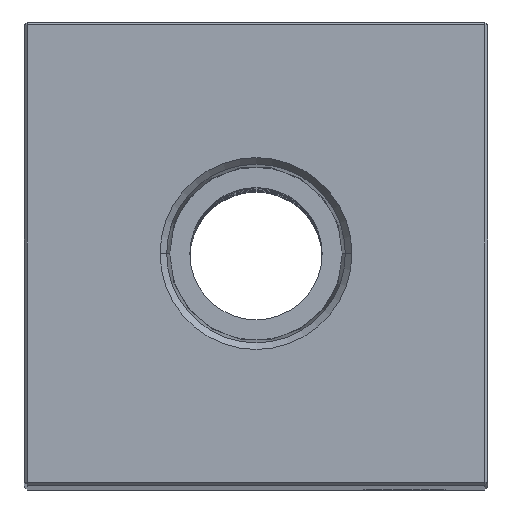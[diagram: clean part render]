
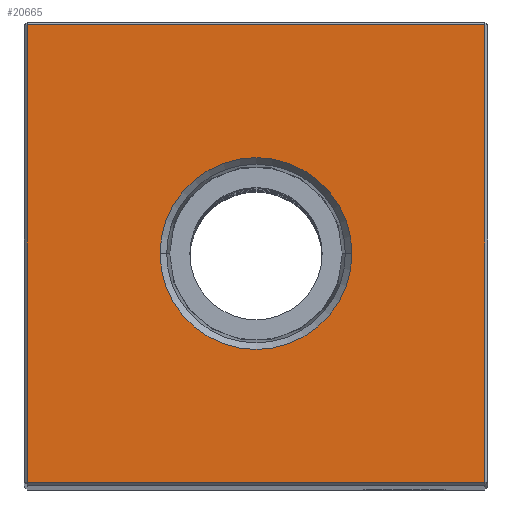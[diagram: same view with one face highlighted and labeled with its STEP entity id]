
A CAD part, top view. The second image highlights one B-rep face of the part: STEP entity #20665.
In plain terms, the highlighted planar face has unit normal (0, 0, 1).
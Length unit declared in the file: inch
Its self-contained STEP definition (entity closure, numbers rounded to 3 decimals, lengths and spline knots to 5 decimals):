
#127 = DIRECTION ( 'NONE',  ( 1., 0., 0. ) ) ;
#314 = EDGE_CURVE ( 'NONE', #17057, #20106, #16051, .T. ) ;
#1030 = FACE_OUTER_BOUND ( 'NONE', #19297, .T. ) ;
#3606 = EDGE_CURVE ( 'NONE', #18332, #25069, #23373, .T. ) ;
#3675 = PLANE ( 'NONE',  #4030 ) ;
#4030 = AXIS2_PLACEMENT_3D ( 'NONE', #9223, #9095, #21236 ) ;
#5665 = AXIS2_PLACEMENT_3D ( 'NONE', #18118, #6485, #127 ) ;
#5971 = CARTESIAN_POINT ( 'NONE',  ( -0.865, -0.865, 10.75 ) ) ;
#6018 = CARTESIAN_POINT ( 'NONE',  ( -0.865, 0., 10.75 ) ) ;
#6485 = DIRECTION ( 'NONE',  ( 0., 0., 1. ) ) ;
#7207 = LINE ( 'NONE', #14877, #13553 ) ;
#7246 = EDGE_CURVE ( 'NONE', #20106, #23411, #7207, .T. ) ;
#9095 = DIRECTION ( 'NONE',  ( 0., 0., -1. ) ) ;
#9104 = CARTESIAN_POINT ( 'NONE',  ( 0., 0.865, 10.75 ) ) ;
#9146 = ORIENTED_EDGE ( 'NONE', *, *, #3606, .F. ) ;
#9223 = CARTESIAN_POINT ( 'NONE',  ( 0., 0., 10.75 ) ) ;
#9233 = LINE ( 'NONE', #9104, #24331 ) ;
#11475 = DIRECTION ( 'NONE',  ( -1., 0., 0. ) ) ;
#12762 = DIRECTION ( 'NONE',  ( 1., 0., 0. ) ) ;
#13208 = EDGE_CURVE ( 'NONE', #20098, #17057, #9233, .T. ) ;
#13425 = ORIENTED_EDGE ( 'NONE', *, *, #13208, .T. ) ;
#13553 = VECTOR ( 'NONE', #12762, 39.37008 ) ;
#13874 = EDGE_CURVE ( 'NONE', #25069, #18332, #22381, .T. ) ;
#13949 = CARTESIAN_POINT ( 'NONE',  ( 0.865, 0., 10.75 ) ) ;
#14431 = CARTESIAN_POINT ( 'NONE',  ( -0.3626, 0., 10.75 ) ) ;
#14877 = CARTESIAN_POINT ( 'NONE',  ( 0., -0.865, 10.75 ) ) ;
#15352 = DIRECTION ( 'NONE',  ( 1., 0., 0. ) ) ;
#15564 = ORIENTED_EDGE ( 'NONE', *, *, #18820, .T. ) ;
#16051 = LINE ( 'NONE', #6018, #17591 ) ;
#16265 = CARTESIAN_POINT ( 'NONE',  ( 0.865, 0.865, 10.75 ) ) ;
#17057 = VERTEX_POINT ( 'NONE', #26114 ) ;
#17591 = VECTOR ( 'NONE', #23969, 39.37008 ) ;
#17601 = CARTESIAN_POINT ( 'NONE',  ( 0., 0., 10.75 ) ) ;
#18045 = DIRECTION ( 'NONE',  ( 0., 1., 0. ) ) ;
#18118 = CARTESIAN_POINT ( 'NONE',  ( 0., 0., 10.75 ) ) ;
#18332 = VERTEX_POINT ( 'NONE', #23289 ) ;
#18820 = EDGE_CURVE ( 'NONE', #23411, #20098, #22254, .T. ) ;
#19297 = EDGE_LOOP ( 'NONE', ( #22787, #23703, #15564, #13425 ) ) ;
#19470 = CARTESIAN_POINT ( 'NONE',  ( 0.865, -0.865, 10.75 ) ) ;
#19671 = FACE_BOUND ( 'NONE', #22159, .T. ) ;
#20098 = VERTEX_POINT ( 'NONE', #16265 ) ;
#20106 = VERTEX_POINT ( 'NONE', #5971 ) ;
#20665 = ADVANCED_FACE ( 'NONE', ( #1030, #19671 ), #3675, .F. ) ;
#21236 = DIRECTION ( 'NONE',  ( -1., 0., 0. ) ) ;
#21551 = AXIS2_PLACEMENT_3D ( 'NONE', #17601, #25636, #15352 ) ;
#22159 = EDGE_LOOP ( 'NONE', ( #9146, #24262 ) ) ;
#22254 = LINE ( 'NONE', #13949, #25491 ) ;
#22381 = CIRCLE ( 'NONE', #21551, 0.3626 ) ;
#22787 = ORIENTED_EDGE ( 'NONE', *, *, #314, .T. ) ;
#23289 = CARTESIAN_POINT ( 'NONE',  ( 0.3626, 0., 10.75 ) ) ;
#23373 = CIRCLE ( 'NONE', #5665, 0.3626 ) ;
#23411 = VERTEX_POINT ( 'NONE', #19470 ) ;
#23703 = ORIENTED_EDGE ( 'NONE', *, *, #7246, .T. ) ;
#23969 = DIRECTION ( 'NONE',  ( 0., -1., 0. ) ) ;
#24262 = ORIENTED_EDGE ( 'NONE', *, *, #13874, .F. ) ;
#24331 = VECTOR ( 'NONE', #11475, 39.37008 ) ;
#25069 = VERTEX_POINT ( 'NONE', #14431 ) ;
#25491 = VECTOR ( 'NONE', #18045, 39.37008 ) ;
#25636 = DIRECTION ( 'NONE',  ( 0., 0., 1. ) ) ;
#26114 = CARTESIAN_POINT ( 'NONE',  ( -0.865, 0.865, 10.75 ) ) ;
